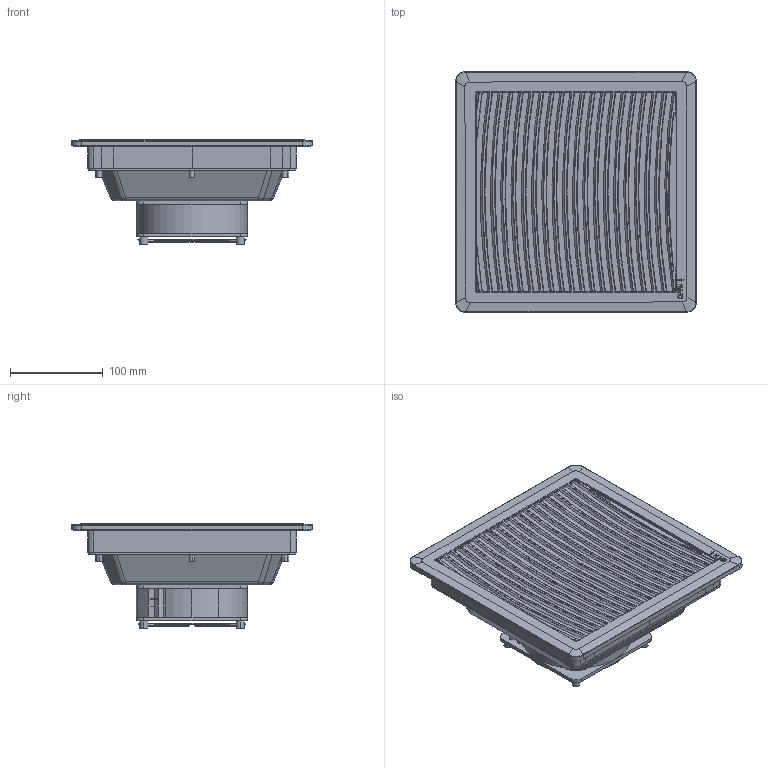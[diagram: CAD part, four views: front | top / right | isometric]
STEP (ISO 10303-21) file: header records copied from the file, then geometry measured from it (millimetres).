
FILE_DESCRIPTION(('CATIA V5 STEP Exchange'),'2;1');
FILE_NAME('Filter26 SmallFanDEMO.stp','2019-11-11T15:47:48+00:00',('none'),('none'),'CATIA Version 5 Release 20 SP 1 (IN-10)','CATIA V5 STEP AP203','none');
FILE_SCHEMA(('CONFIG_CONTROL_DESIGN'));
Products named in the file (1): Filter26 DEMO
Bounding box: 260 x 260 x 113.15 mm (x, y, z)
Volume: 3264139.2 mm3; surface area: 250975.1 mm2
Topology: 1 solids, 9 shells, 2109 faces, 5687 edges, 3605 vertices
Faces by surface type: bspline 927, plane 791, cylinder 237, torus 84, extrusion 46, cone 16, sphere 8
Entity records: 95726 total; most frequent: CARTESIAN_POINT 53670, ORIENTED_EDGE 11348, EDGE_CURVE 5674, DIRECTION 4091, VERTEX_POINT 3603, B_SPLINE_CURVE_WITH_KNOTS 3245, EDGE_LOOP 2193, VECTOR 2117
